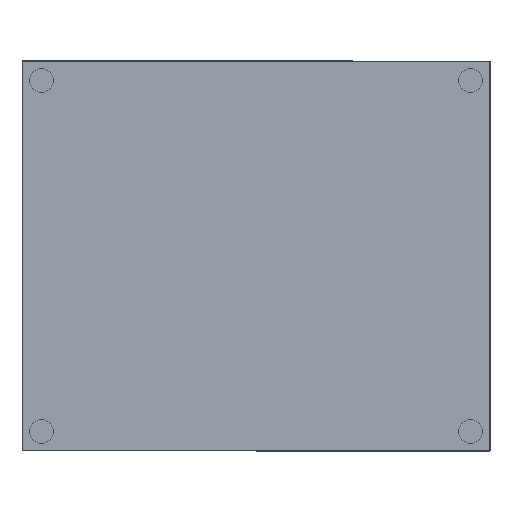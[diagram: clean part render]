
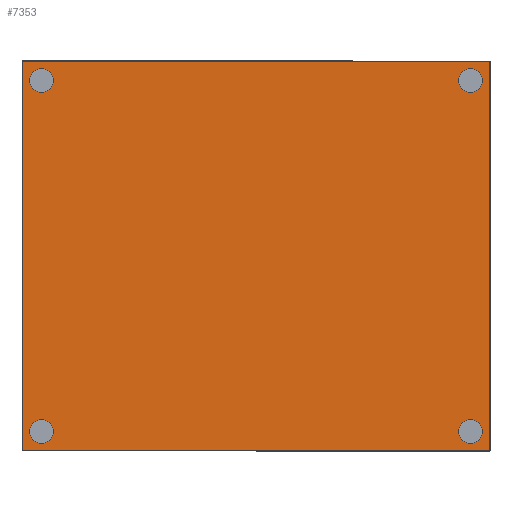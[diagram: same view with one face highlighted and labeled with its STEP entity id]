
A CAD part, front view. The second image highlights one B-rep face of the part: STEP entity #7353.
In plain terms, the highlighted planar face has unit normal (0, -1, 0).
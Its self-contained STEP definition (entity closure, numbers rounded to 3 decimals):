
#145 = ORIENTED_EDGE ( 'NONE', *, *, #3393, .F. ) ;
#994 = CIRCLE ( 'NONE', #2601, 6. ) ;
#1003 = LINE ( 'NONE', #1564, #1345 ) ;
#1008 = LINE ( 'NONE', #1552, #1075 ) ;
#1041 = CIRCLE ( 'NONE', #2612, 6. ) ;
#1075 = VECTOR ( 'NONE', #1551, 1000. ) ;
#1112 = LINE ( 'NONE', #1542, #1366 ) ;
#1126 = CIRCLE ( 'NONE', #2627, 6. ) ;
#1165 = CIRCLE ( 'NONE', #2589, 6. ) ;
#1182 = LINE ( 'NONE', #3726, #1238 ) ;
#1184 = CIRCLE ( 'NONE', #2620, 6. ) ;
#1238 = VECTOR ( 'NONE', #3762, 1000. ) ;
#1262 = CIRCLE ( 'NONE', #2646, 6. ) ;
#1281 = CIRCLE ( 'NONE', #2584, 6. ) ;
#1345 = VECTOR ( 'NONE', #1602, 1000. ) ;
#1366 = VECTOR ( 'NONE', #1586, 1000. ) ;
#1433 = CIRCLE ( 'NONE', #2614, 6. ) ;
#1444 = DIRECTION ( 'NONE',  ( 0., -1., 0. ) ) ;
#1459 = DIRECTION ( 'NONE',  ( 0., 0., 1. ) ) ;
#1470 = CARTESIAN_POINT ( 'NONE',  ( -10., 0., -190. ) ) ;
#1478 = DIRECTION ( 'NONE',  ( 0., 0., 1. ) ) ;
#1481 = DIRECTION ( 'NONE',  ( 0., -1., 0. ) ) ;
#1509 = CARTESIAN_POINT ( 'NONE',  ( -230., 0., -190. ) ) ;
#1528 = CARTESIAN_POINT ( 'NONE',  ( -10., 0., -10. ) ) ;
#1542 = CARTESIAN_POINT ( 'NONE',  ( -239.95, 0., 0. ) ) ;
#1551 = DIRECTION ( 'NONE',  ( 0., 0., 1. ) ) ;
#1552 = CARTESIAN_POINT ( 'NONE',  ( -0.05, 0., 0. ) ) ;
#1564 = CARTESIAN_POINT ( 'NONE',  ( 0., 0., -199.95 ) ) ;
#1583 = DIRECTION ( 'NONE',  ( 0., 0., 1. ) ) ;
#1586 = DIRECTION ( 'NONE',  ( 0., 0., -1. ) ) ;
#1594 = DIRECTION ( 'NONE',  ( 0., 0., 1. ) ) ;
#1596 = CARTESIAN_POINT ( 'NONE',  ( -230., 0., -10. ) ) ;
#1602 = DIRECTION ( 'NONE',  ( 1., 0., 0. ) ) ;
#1637 = DIRECTION ( 'NONE',  ( 0., -1., 0. ) ) ;
#1691 = DIRECTION ( 'NONE',  ( 0., -1., 0. ) ) ;
#1734 = FACE_BOUND ( 'NONE', #3148, .T. ) ;
#1748 = FACE_BOUND ( 'NONE', #2717, .T. ) ;
#1749 = FACE_BOUND ( 'NONE', #3060, .T. ) ;
#1754 = FACE_OUTER_BOUND ( 'NONE', #3102, .T. ) ;
#1828 = FACE_BOUND ( 'NONE', #3152, .T. ) ;
#2259 = CARTESIAN_POINT ( 'NONE',  ( -230., 0., -184. ) ) ;
#2360 = CARTESIAN_POINT ( 'NONE',  ( -239.95, 0., -199.95 ) ) ;
#2394 = CARTESIAN_POINT ( 'NONE',  ( -230., 0., -4. ) ) ;
#2446 = CARTESIAN_POINT ( 'NONE',  ( -230., 0., -196. ) ) ;
#2531 = CARTESIAN_POINT ( 'NONE',  ( -0.05, 0., -0.05 ) ) ;
#2553 = CARTESIAN_POINT ( 'NONE',  ( -230., 0., -16. ) ) ;
#2556 = CARTESIAN_POINT ( 'NONE',  ( -10., 0., -196. ) ) ;
#2564 = CARTESIAN_POINT ( 'NONE',  ( -10., 0., -184. ) ) ;
#2573 = CARTESIAN_POINT ( 'NONE',  ( -10., 0., -4. ) ) ;
#2584 = AXIS2_PLACEMENT_3D ( 'NONE', #4586, #4606, #4587 ) ;
#2589 = AXIS2_PLACEMENT_3D ( 'NONE', #3509, #3519, #3511 ) ;
#2601 = AXIS2_PLACEMENT_3D ( 'NONE', #3718, #3778, #3831 ) ;
#2612 = AXIS2_PLACEMENT_3D ( 'NONE', #1470, #1444, #1478 ) ;
#2614 = AXIS2_PLACEMENT_3D ( 'NONE', #1528, #1637, #1459 ) ;
#2620 = AXIS2_PLACEMENT_3D ( 'NONE', #3585, #3553, #3526 ) ;
#2627 = AXIS2_PLACEMENT_3D ( 'NONE', #1596, #1481, #1594 ) ;
#2646 = AXIS2_PLACEMENT_3D ( 'NONE', #1509, #1691, #1583 ) ;
#2702 = ORIENTED_EDGE ( 'NONE', *, *, #3270, .F. ) ;
#2717 = EDGE_LOOP ( 'NONE', ( #2922, #145 ) ) ;
#2719 = VERTEX_POINT ( 'NONE', #2556 ) ;
#2749 = VERTEX_POINT ( 'NONE', #2553 ) ;
#2762 = ORIENTED_EDGE ( 'NONE', *, *, #3258, .T. ) ;
#2802 = VERTEX_POINT ( 'NONE', #2531 ) ;
#2829 = ORIENTED_EDGE ( 'NONE', *, *, #3256, .T. ) ;
#2834 = ORIENTED_EDGE ( 'NONE', *, *, #3290, .F. ) ;
#2881 = ORIENTED_EDGE ( 'NONE', *, *, #3247, .T. ) ;
#2894 = ORIENTED_EDGE ( 'NONE', *, *, #3354, .T. ) ;
#2910 = ORIENTED_EDGE ( 'NONE', *, *, #3378, .F. ) ;
#2922 = ORIENTED_EDGE ( 'NONE', *, *, #3268, .F. ) ;
#2927 = VERTEX_POINT ( 'NONE', #2259 ) ;
#2933 = VERTEX_POINT ( 'NONE', #2446 ) ;
#2941 = ORIENTED_EDGE ( 'NONE', *, *, #3396, .F. ) ;
#2977 = VERTEX_POINT ( 'NONE', #2564 ) ;
#3031 = VERTEX_POINT ( 'NONE', #2394 ) ;
#3054 = VERTEX_POINT ( 'NONE', #2360 ) ;
#3060 = EDGE_LOOP ( 'NONE', ( #2910, #3149 ) ) ;
#3102 = EDGE_LOOP ( 'NONE', ( #2894, #2829, #2762, #2881 ) ) ;
#3148 = EDGE_LOOP ( 'NONE', ( #2702, #2941 ) ) ;
#3149 = ORIENTED_EDGE ( 'NONE', *, *, #3285, .F. ) ;
#3152 = EDGE_LOOP ( 'NONE', ( #2834, #3235 ) ) ;
#3235 = ORIENTED_EDGE ( 'NONE', *, *, #3319, .F. ) ;
#3247 = EDGE_CURVE ( 'NONE', #3954, #2802, #1008, .T. ) ;
#3256 = EDGE_CURVE ( 'NONE', #4288, #3054, #1112, .T. ) ;
#3258 = EDGE_CURVE ( 'NONE', #3054, #3954, #1003, .T. ) ;
#3268 = EDGE_CURVE ( 'NONE', #2927, #2933, #1262, .T. ) ;
#3270 = EDGE_CURVE ( 'NONE', #4014, #4289, #1433, .T. ) ;
#3285 = EDGE_CURVE ( 'NONE', #2749, #3031, #1126, .T. ) ;
#3290 = EDGE_CURVE ( 'NONE', #2977, #2719, #1041, .T. ) ;
#3319 = EDGE_CURVE ( 'NONE', #2719, #2977, #994, .T. ) ;
#3354 = EDGE_CURVE ( 'NONE', #2802, #4288, #1182, .T. ) ;
#3378 = EDGE_CURVE ( 'NONE', #3031, #2749, #1184, .T. ) ;
#3393 = EDGE_CURVE ( 'NONE', #2933, #2927, #1165, .T. ) ;
#3396 = EDGE_CURVE ( 'NONE', #4289, #4014, #1281, .T. ) ;
#3509 = CARTESIAN_POINT ( 'NONE',  ( -230., 0., -190. ) ) ;
#3511 = DIRECTION ( 'NONE',  ( 0., 0., 1. ) ) ;
#3519 = DIRECTION ( 'NONE',  ( 0., -1., 0. ) ) ;
#3526 = DIRECTION ( 'NONE',  ( 0., 0., 1. ) ) ;
#3553 = DIRECTION ( 'NONE',  ( 0., -1., 0. ) ) ;
#3585 = CARTESIAN_POINT ( 'NONE',  ( -230., 0., -10. ) ) ;
#3599 = AXIS2_PLACEMENT_3D ( 'NONE', #6567, #6560, #6569 ) ;
#3718 = CARTESIAN_POINT ( 'NONE',  ( -10., 0., -190. ) ) ;
#3726 = CARTESIAN_POINT ( 'NONE',  ( 0., 0., -0.05 ) ) ;
#3762 = DIRECTION ( 'NONE',  ( -1., 0., 0. ) ) ;
#3778 = DIRECTION ( 'NONE',  ( 0., -1., 0. ) ) ;
#3831 = DIRECTION ( 'NONE',  ( 0., 0., 1. ) ) ;
#3954 = VERTEX_POINT ( 'NONE', #4588 ) ;
#4014 = VERTEX_POINT ( 'NONE', #2573 ) ;
#4288 = VERTEX_POINT ( 'NONE', #4827 ) ;
#4289 = VERTEX_POINT ( 'NONE', #4832 ) ;
#4586 = CARTESIAN_POINT ( 'NONE',  ( -10., 0., -10. ) ) ;
#4587 = DIRECTION ( 'NONE',  ( 0., 0., 1. ) ) ;
#4588 = CARTESIAN_POINT ( 'NONE',  ( -0.05, 0., -199.95 ) ) ;
#4606 = DIRECTION ( 'NONE',  ( 0., -1., 0. ) ) ;
#4827 = CARTESIAN_POINT ( 'NONE',  ( -239.95, 0., -0.05 ) ) ;
#4832 = CARTESIAN_POINT ( 'NONE',  ( -10., 0., -16. ) ) ;
#6560 = DIRECTION ( 'NONE',  ( 0., 1., 0. ) ) ;
#6565 = PLANE ( 'NONE',  #3599 ) ;
#6567 = CARTESIAN_POINT ( 'NONE',  ( 0., 0., 0. ) ) ;
#6569 = DIRECTION ( 'NONE',  ( 0., 0., 1. ) ) ;
#7353 = ADVANCED_FACE ( 'NONE', ( #1828, #1749, #1754, #1734, #1748 ), #6565, .F. ) ;
